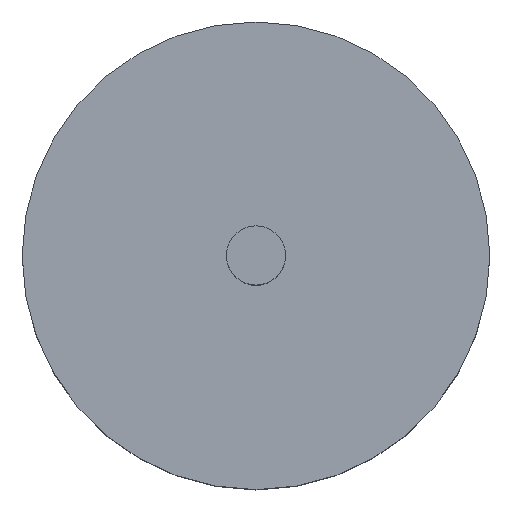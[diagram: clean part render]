
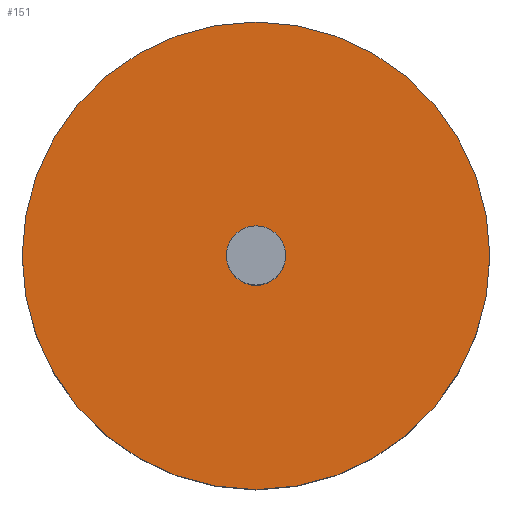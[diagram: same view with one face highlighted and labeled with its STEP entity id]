
A CAD part, top view. The second image highlights one B-rep face of the part: STEP entity #151.
In plain terms, the highlighted planar face has unit normal (0, 0, 1).
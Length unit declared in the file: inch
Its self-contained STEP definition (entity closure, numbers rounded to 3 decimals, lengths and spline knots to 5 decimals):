
#7 = DIRECTION ( 'NONE',  ( 1., 0., 0. ) ) ;
#9 = AXIS2_PLACEMENT_3D ( 'NONE', #19, #82, #85 ) ;
#12 = CIRCLE ( 'NONE', #79, 0.01 ) ;
#19 = CARTESIAN_POINT ( 'NONE',  ( 0., 0., -0.07 ) ) ;
#21 = EDGE_LOOP ( 'NONE', ( #141 ) ) ;
#43 = EDGE_CURVE ( 'NONE', #204, #204, #12, .T. ) ;
#47 = FACE_OUTER_BOUND ( 'NONE', #50, .T. ) ;
#50 = EDGE_LOOP ( 'NONE', ( #121 ) ) ;
#72 = DIRECTION ( 'NONE',  ( 0., 0., -1. ) ) ;
#76 = DIRECTION ( 'NONE',  ( 1., 0., 0. ) ) ;
#78 = FACE_BOUND ( 'NONE', #21, .T. ) ;
#79 = AXIS2_PLACEMENT_3D ( 'NONE', #192, #72, #7 ) ;
#80 = CARTESIAN_POINT ( 'NONE',  ( 0.079, 0., -0.07 ) ) ;
#82 = DIRECTION ( 'NONE',  ( 0., 0., 1. ) ) ;
#85 = DIRECTION ( 'NONE',  ( 1., 0., 0. ) ) ;
#86 = EDGE_CURVE ( 'NONE', #171, #171, #91, .T. ) ;
#91 = CIRCLE ( 'NONE', #9, 0.079 ) ;
#96 = CARTESIAN_POINT ( 'NONE',  ( 0.01, 0., -0.07 ) ) ;
#114 = PLANE ( 'NONE',  #185 ) ;
#121 = ORIENTED_EDGE ( 'NONE', *, *, #86, .T. ) ;
#141 = ORIENTED_EDGE ( 'NONE', *, *, #43, .T. ) ;
#149 = DIRECTION ( 'NONE',  ( 0., 0., 1. ) ) ;
#151 = ADVANCED_FACE ( 'NONE', ( #78, #47 ), #114, .T. ) ;
#171 = VERTEX_POINT ( 'NONE', #80 ) ;
#185 = AXIS2_PLACEMENT_3D ( 'NONE', #188, #149, #76 ) ;
#188 = CARTESIAN_POINT ( 'NONE',  ( 0., 0., -0.07 ) ) ;
#192 = CARTESIAN_POINT ( 'NONE',  ( 0., 0., -0.07 ) ) ;
#204 = VERTEX_POINT ( 'NONE', #96 ) ;
